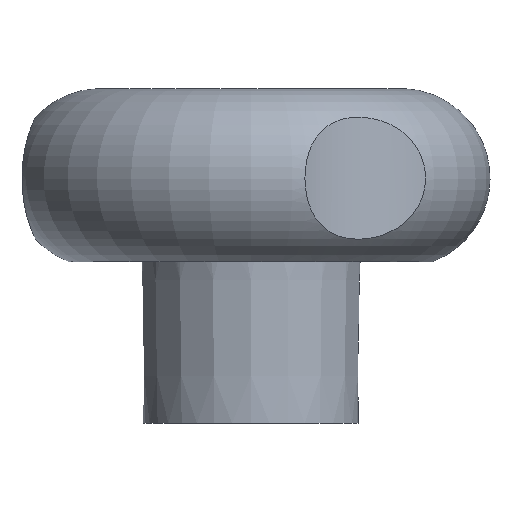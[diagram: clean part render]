
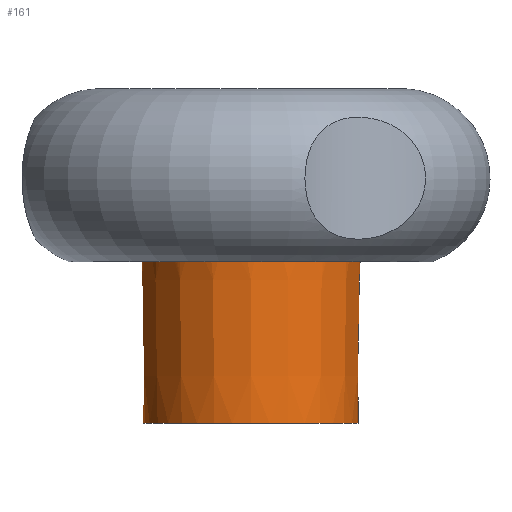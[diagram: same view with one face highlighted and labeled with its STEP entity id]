
A CAD part, left-side view. The second image highlights one B-rep face of the part: STEP entity #161.
In plain terms, the highlighted conical face has half-angle 0.983 degrees and reference radius 9 mm.
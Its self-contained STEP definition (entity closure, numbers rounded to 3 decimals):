
#161 = ADVANCED_FACE( '', ( #345, #346 ), #347, .T. );
#345 = FACE_OUTER_BOUND( '', #544, .T. );
#346 = FACE_BOUND( '', #545, .T. );
#347 = CONICAL_SURFACE( '', #546, 9., 0.017 );
#544 = EDGE_LOOP( '', ( #969, #970, #971, #972, #973, #974, #975, #976 ) );
#545 = EDGE_LOOP( '', ( #977 ) );
#546 = AXIS2_PLACEMENT_3D( '', #978, #979, #980 );
#969 = ORIENTED_EDGE( '', *, *, #1294, .F. );
#970 = ORIENTED_EDGE( '', *, *, #1203, .F. );
#971 = ORIENTED_EDGE( '', *, *, #1214, .F. );
#972 = ORIENTED_EDGE( '', *, *, #1199, .F. );
#973 = ORIENTED_EDGE( '', *, *, #1136, .F. );
#974 = ORIENTED_EDGE( '', *, *, #1225, .F. );
#975 = ORIENTED_EDGE( '', *, *, #1272, .F. );
#976 = ORIENTED_EDGE( '', *, *, #1177, .F. );
#977 = ORIENTED_EDGE( '', *, *, #1295, .T. );
#978 = CARTESIAN_POINT( '', ( 0., 0., 0. ) );
#979 = DIRECTION( '', ( 0., 0., 1. ) );
#980 = DIRECTION( '', ( 1., 0., 0. ) );
#1136 = EDGE_CURVE( '', #1345, #1336, #1347, .T. );
#1177 = EDGE_CURVE( '', #1391, #1414, #1417, .T. );
#1199 = EDGE_CURVE( '', #1336, #1443, #1448, .T. );
#1203 = EDGE_CURVE( '', #1324, #1453, #1454, .T. );
#1214 = EDGE_CURVE( '', #1443, #1324, #1470, .T. );
#1225 = EDGE_CURVE( '', #1485, #1345, #1487, .T. );
#1272 = EDGE_CURVE( '', #1414, #1485, #1556, .T. );
#1294 = EDGE_CURVE( '', #1453, #1391, #1584, .T. );
#1295 = EDGE_CURVE( '', #1585, #1585, #1586, .T. );
#1324 = VERTEX_POINT( '', #1619 );
#1336 = VERTEX_POINT( '', #1669 );
#1345 = VERTEX_POINT( '', #1689 );
#1347 = CIRCLE( '', #1692, 9.274 );
#1391 = VERTEX_POINT( '', #1809 );
#1414 = VERTEX_POINT( '', #1930 );
#1417 = CIRCLE( '', #1942, 9.274 );
#1443 = VERTEX_POINT( '', #1989 );
#1448 = CIRCLE( '', #2012, 9.274 );
#1453 = VERTEX_POINT( '', #2017 );
#1454 = CIRCLE( '', #2018, 9.274 );
#1470 = CIRCLE( '', #2065, 9.274 );
#1485 = VERTEX_POINT( '', #2091 );
#1487 = CIRCLE( '', #2102, 9.274 );
#1556 = CIRCLE( '', #2445, 9.274 );
#1584 = CIRCLE( '', #2513, 9.274 );
#1585 = VERTEX_POINT( '', #2514 );
#1586 = CIRCLE( '', #2515, 9. );
#1619 = CARTESIAN_POINT( '', ( 7.067, -6.006, 15.989 ) );
#1669 = CARTESIAN_POINT( '', ( -6.006, -7.067, 15.989 ) );
#1689 = CARTESIAN_POINT( '', ( -7.067, -6.006, 15.989 ) );
#1692 = AXIS2_PLACEMENT_3D( '', #2549, #2550, #2551 );
#1809 = CARTESIAN_POINT( '', ( 6.006, 7.067, 15.989 ) );
#1930 = CARTESIAN_POINT( '', ( -6.006, 7.067, 15.989 ) );
#1942 = AXIS2_PLACEMENT_3D( '', #2594, #2595, #2596 );
#1989 = CARTESIAN_POINT( '', ( 6.006, -7.067, 15.989 ) );
#2012 = AXIS2_PLACEMENT_3D( '', #2618, #2619, #2620 );
#2017 = CARTESIAN_POINT( '', ( 7.067, 6.006, 15.989 ) );
#2018 = AXIS2_PLACEMENT_3D( '', #2624, #2625, #2626 );
#2065 = AXIS2_PLACEMENT_3D( '', #2632, #2633, #2634 );
#2091 = CARTESIAN_POINT( '', ( -7.067, 6.006, 15.989 ) );
#2102 = AXIS2_PLACEMENT_3D( '', #2646, #2647, #2648 );
#2445 = AXIS2_PLACEMENT_3D( '', #2681, #2682, #2683 );
#2513 = AXIS2_PLACEMENT_3D( '', #2705, #2706, #2707 );
#2514 = CARTESIAN_POINT( '', ( 9., 0., 0. ) );
#2515 = AXIS2_PLACEMENT_3D( '', #2708, #2709, #2710 );
#2549 = CARTESIAN_POINT( '', ( 0., 0., 15.989 ) );
#2550 = DIRECTION( '', ( 0., 0., 1. ) );
#2551 = DIRECTION( '', ( 1., 0., 0. ) );
#2594 = CARTESIAN_POINT( '', ( 0., 0., 15.989 ) );
#2595 = DIRECTION( '', ( 0., 0., 1. ) );
#2596 = DIRECTION( '', ( 1., 0., 0. ) );
#2618 = CARTESIAN_POINT( '', ( 0., 0., 15.989 ) );
#2619 = DIRECTION( '', ( 0., 0., 1. ) );
#2620 = DIRECTION( '', ( 1., 0., 0. ) );
#2624 = CARTESIAN_POINT( '', ( 0., 0., 15.989 ) );
#2625 = DIRECTION( '', ( 0., 0., 1. ) );
#2626 = DIRECTION( '', ( 1., 0., 0. ) );
#2632 = CARTESIAN_POINT( '', ( 0., 0., 15.989 ) );
#2633 = DIRECTION( '', ( 0., 0., 1. ) );
#2634 = DIRECTION( '', ( 1., 0., 0. ) );
#2646 = CARTESIAN_POINT( '', ( 0., 0., 15.989 ) );
#2647 = DIRECTION( '', ( 0., 0., 1. ) );
#2648 = DIRECTION( '', ( 1., 0., 0. ) );
#2681 = CARTESIAN_POINT( '', ( 0., 0., 15.989 ) );
#2682 = DIRECTION( '', ( 0., 0., 1. ) );
#2683 = DIRECTION( '', ( 1., 0., 0. ) );
#2705 = CARTESIAN_POINT( '', ( 0., 0., 15.989 ) );
#2706 = DIRECTION( '', ( 0., 0., 1. ) );
#2707 = DIRECTION( '', ( 1., 0., 0. ) );
#2708 = CARTESIAN_POINT( '', ( 0., 0., 0. ) );
#2709 = DIRECTION( '', ( 0., 0., 1. ) );
#2710 = DIRECTION( '', ( 1., 0., 0. ) );
